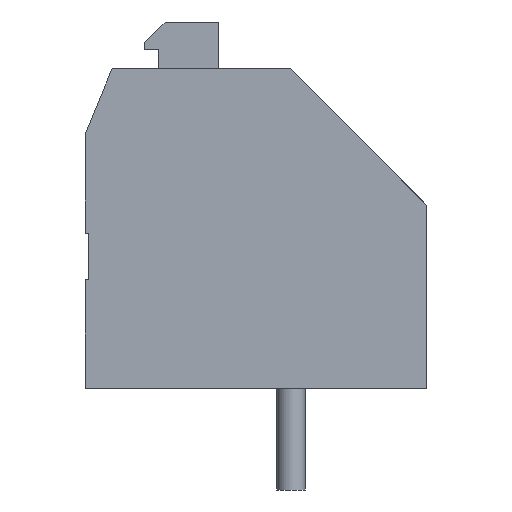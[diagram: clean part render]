
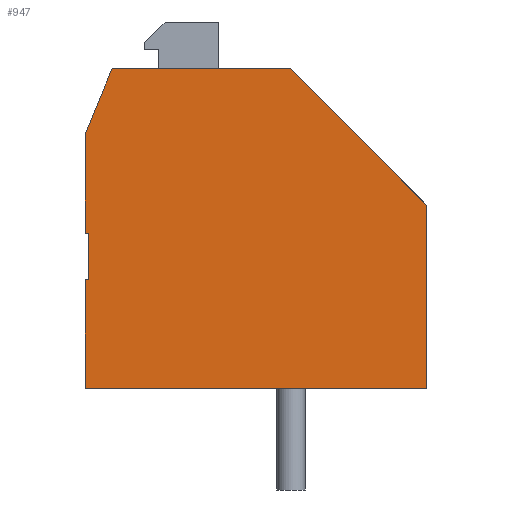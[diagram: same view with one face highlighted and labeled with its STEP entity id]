
A CAD part, front view. The second image highlights one B-rep face of the part: STEP entity #947.
In plain terms, the highlighted planar face has unit normal (0, -1, 0).
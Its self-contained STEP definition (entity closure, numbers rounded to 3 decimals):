
#282=PLANE('',#1046);
#323=FACE_OUTER_BOUND('',#365,.T.);
#365=EDGE_LOOP('',(#887,#888,#889,#890,#891,#892,#893,#894,#895,#896));
#431=LINE('',#1541,#523);
#434=LINE('',#1547,#526);
#437=LINE('',#1553,#529);
#440=LINE('',#1559,#532);
#443=LINE('',#1565,#535);
#446=LINE('',#1571,#538);
#449=LINE('',#1577,#541);
#452=LINE('',#1583,#544);
#455=LINE('',#1589,#547);
#458=LINE('',#1593,#550);
#523=VECTOR('',#1240,10.);
#526=VECTOR('',#1245,10.);
#529=VECTOR('',#1250,10.);
#532=VECTOR('',#1255,10.);
#535=VECTOR('',#1260,10.);
#538=VECTOR('',#1265,10.);
#541=VECTOR('',#1270,10.);
#544=VECTOR('',#1275,10.);
#547=VECTOR('',#1280,10.);
#550=VECTOR('',#1285,10.);
#601=VERTEX_POINT('',#1538);
#602=VERTEX_POINT('',#1540);
#604=VERTEX_POINT('',#1546);
#606=VERTEX_POINT('',#1552);
#608=VERTEX_POINT('',#1558);
#610=VERTEX_POINT('',#1564);
#612=VERTEX_POINT('',#1570);
#614=VERTEX_POINT('',#1576);
#616=VERTEX_POINT('',#1582);
#618=VERTEX_POINT('',#1588);
#687=EDGE_CURVE('',#602,#601,#431,.T.);
#690=EDGE_CURVE('',#604,#602,#434,.T.);
#693=EDGE_CURVE('',#606,#604,#437,.T.);
#696=EDGE_CURVE('',#608,#606,#440,.T.);
#699=EDGE_CURVE('',#610,#608,#443,.T.);
#702=EDGE_CURVE('',#612,#610,#446,.T.);
#705=EDGE_CURVE('',#614,#612,#449,.T.);
#708=EDGE_CURVE('',#616,#614,#452,.T.);
#711=EDGE_CURVE('',#618,#616,#455,.T.);
#714=EDGE_CURVE('',#601,#618,#458,.T.);
#887=ORIENTED_EDGE('',*,*,#714,.T.);
#888=ORIENTED_EDGE('',*,*,#711,.T.);
#889=ORIENTED_EDGE('',*,*,#708,.T.);
#890=ORIENTED_EDGE('',*,*,#705,.T.);
#891=ORIENTED_EDGE('',*,*,#702,.T.);
#892=ORIENTED_EDGE('',*,*,#699,.T.);
#893=ORIENTED_EDGE('',*,*,#696,.T.);
#894=ORIENTED_EDGE('',*,*,#693,.T.);
#895=ORIENTED_EDGE('',*,*,#690,.T.);
#896=ORIENTED_EDGE('',*,*,#687,.T.);
#947=ADVANCED_FACE('',(#323),#282,.T.);
#1046=AXIS2_PLACEMENT_3D('',#1594,#1286,#1287);
#1240=DIRECTION('',(0.,0.,1.));
#1245=DIRECTION('',(1.,0.,0.));
#1250=DIRECTION('',(0.,0.,-1.));
#1255=DIRECTION('',(-1.,0.,0.));
#1260=DIRECTION('',(0.,0.,-1.));
#1265=DIRECTION('',(1.,0.,0.));
#1270=DIRECTION('',(0.,0.,-1.));
#1275=DIRECTION('',(-0.381,0.,-0.925));
#1280=DIRECTION('',(-1.,0.,0.));
#1285=DIRECTION('',(-0.707,0.,0.707));
#1286=DIRECTION('center_axis',(0.,-1.,0.));
#1287=DIRECTION('ref_axis',(0.,0.,-1.));
#1538=CARTESIAN_POINT('',(12.121,0.,6.5));
#1540=CARTESIAN_POINT('',(12.121,0.,0.));
#1541=CARTESIAN_POINT('',(12.121,0.,0.));
#1546=CARTESIAN_POINT('',(0.,0.,0.));
#1547=CARTESIAN_POINT('',(0.,0.,0.));
#1552=CARTESIAN_POINT('',(0.,0.,3.858));
#1553=CARTESIAN_POINT('',(0.,0.,3.858));
#1558=CARTESIAN_POINT('',(0.121,0.,3.858));
#1559=CARTESIAN_POINT('',(0.121,0.,3.858));
#1564=CARTESIAN_POINT('',(0.121,0.,5.5));
#1565=CARTESIAN_POINT('',(0.121,0.,5.5));
#1570=CARTESIAN_POINT('',(0.,0.,5.5));
#1571=CARTESIAN_POINT('',(0.,0.,5.5));
#1576=CARTESIAN_POINT('',(0.,0.,9.));
#1577=CARTESIAN_POINT('',(0.,0.,9.));
#1582=CARTESIAN_POINT('',(0.958,0.,11.326));
#1583=CARTESIAN_POINT('',(0.958,0.,11.326));
#1588=CARTESIAN_POINT('',(7.294,0.,11.326));
#1589=CARTESIAN_POINT('',(7.294,0.,11.326));
#1593=CARTESIAN_POINT('',(12.121,0.,6.5));
#1594=CARTESIAN_POINT('Origin',(6.06,0.,5.663));
